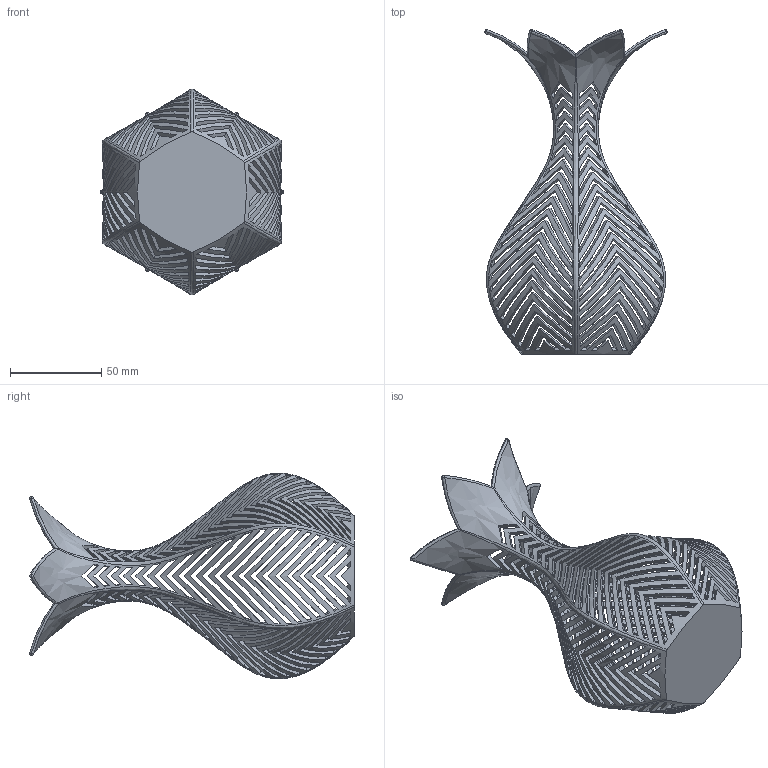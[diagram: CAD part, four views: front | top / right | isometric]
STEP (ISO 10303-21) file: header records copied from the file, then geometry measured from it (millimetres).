
FILE_DESCRIPTION(('FreeCAD Model'),'2;1');
FILE_NAME('Open CASCADE Shape Model','2025-05-04T10:01:18',('FreeCAD'),( 'FreeCAD'),'Open CASCADE STEP processor 7.6','FreeCAD','Unknown');
FILE_SCHEMA(('AUTOMOTIVE_DESIGN { 1 0 10303 214 1 1 1 1 }'));
Products named in the file (1): Open CASCADE STEP translator 7.6 1
Bounding box: 100.12 x 177.75 x 112.58 mm (x, y, z)
Volume: 61632.9 mm3; surface area: 85613.5 mm2
Topology: 1 solids, 1 shells, 848 faces, 2508 edges, 1662 vertices
Faces by surface type: bspline 848
Entity records: 80843 total; most frequent: CARTESIAN_POINT 65284, ORIENTED_EDGE 5016, EDGE_CURVE 2508, B_SPLINE_CURVE_WITH_KNOTS 2478, VERTEX_POINT 1662, FACE_BOUND 1112, EDGE_LOOP 1112, ADVANCED_FACE 848
